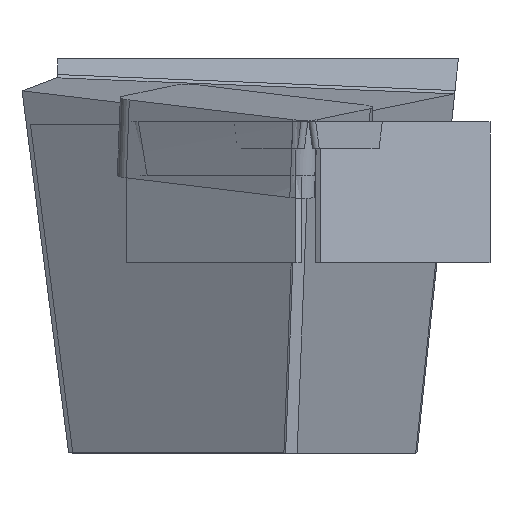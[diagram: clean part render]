
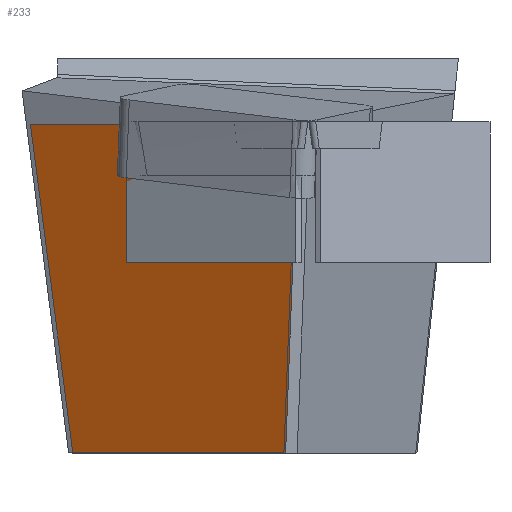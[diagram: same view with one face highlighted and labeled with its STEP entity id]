
A CAD part, left-side view. The second image highlights one B-rep face of the part: STEP entity #233.
In plain terms, the highlighted planar face has unit normal (-0.861, 0.497, -0.104).
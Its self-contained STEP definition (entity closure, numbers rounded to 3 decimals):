
#233=ADVANCED_FACE('',(#415),#331,.T.);
#331=PLANE('',#2027);
#415=FACE_OUTER_BOUND('',#510,.T.);
#510=EDGE_LOOP('',(#806,#807,#808,#809));
#806=ORIENTED_EDGE('',*,*,#1412,.T.);
#807=ORIENTED_EDGE('',*,*,#1413,.F.);
#808=ORIENTED_EDGE('',*,*,#1414,.T.);
#809=ORIENTED_EDGE('',*,*,#1398,.T.);
#1195=VERTEX_POINT('',#2844);
#1196=VERTEX_POINT('',#2846);
#1208=VERTEX_POINT('',#2875);
#1209=VERTEX_POINT('',#2877);
#1398=EDGE_CURVE('',#1196,#1195,#1636,.T.);
#1412=EDGE_CURVE('',#1195,#1208,#1650,.T.);
#1413=EDGE_CURVE('',#1209,#1208,#1651,.T.);
#1414=EDGE_CURVE('',#1209,#1196,#1652,.T.);
#1636=LINE('',#2845,#1836);
#1650=LINE('',#2874,#1850);
#1651=LINE('',#2876,#1851);
#1652=LINE('',#2878,#1852);
#1836=VECTOR('',#2308,1.);
#1850=VECTOR('',#2328,1.);
#1851=VECTOR('',#2329,1.);
#1852=VECTOR('',#2330,1.);
#2027=AXIS2_PLACEMENT_3D('',#2879,#2331,#2332);
#2308=DIRECTION('',(0.046,-0.128,-0.991));
#2328=DIRECTION('',(-0.5,-0.866,0.));
#2329=DIRECTION('',(0.142,0.038,-0.989));
#2330=DIRECTION('',(0.5,0.866,0.));
#2331=DIRECTION('',(-0.861,0.497,-0.105));
#2332=DIRECTION('',(0.5,0.866,0.));
#2844=CARTESIAN_POINT('',(32.87,41.887,-59.005));
#2845=CARTESIAN_POINT('',(29.708,50.574,8.375));
#2846=CARTESIAN_POINT('',(30.125,49.43,-0.505));
#2874=CARTESIAN_POINT('',(6.598,-3.618,-59.005));
#2875=CARTESIAN_POINT('',(11.031,4.06,-59.005));
#2876=CARTESIAN_POINT('',(0.958,1.361,11.15));
#2877=CARTESIAN_POINT('',(2.632,1.809,-0.505));
#2878=CARTESIAN_POINT('',(1.273,-0.544,-0.505));
#2879=CARTESIAN_POINT('',(0.226,0.061,10.995));
